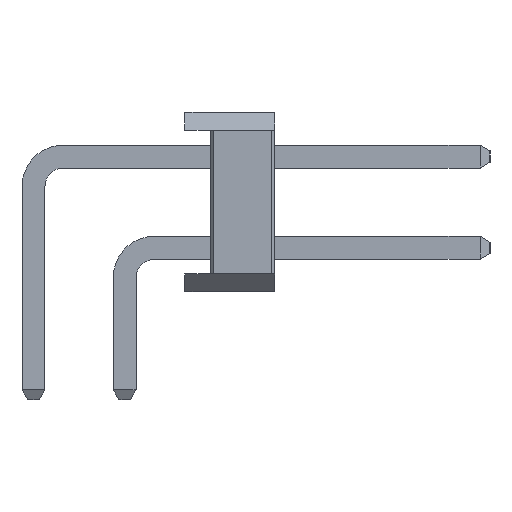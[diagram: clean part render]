
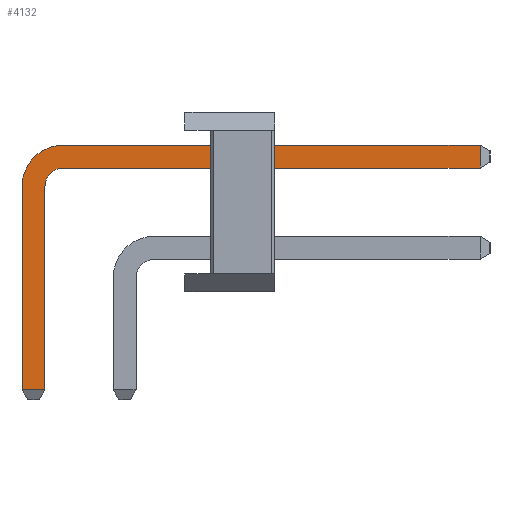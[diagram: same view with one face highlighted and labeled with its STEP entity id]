
A CAD part, left-side view. The second image highlights one B-rep face of the part: STEP entity #4132.
In plain terms, the highlighted planar face has unit normal (-1, 0, 0).
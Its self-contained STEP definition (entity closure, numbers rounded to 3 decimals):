
#4132=ADVANCED_FACE('',(#6964),#6966,.T.);
#6964=FACE_BOUND('',#6965,.T.);
#6965=EDGE_LOOP('',(#8860,#8861,#8862,#8863,#8864,#8865,#8866,#8867));
#6966=PLANE('',#6967);
#6967=AXIS2_PLACEMENT_3D('',#6968,#6969,#6970);
#6968=CARTESIAN_POINT('',(-0.32,2.22,0.));
#6969=DIRECTION('',(-1.,0.,-0.));
#6970=DIRECTION('',(0.,1.,0.));
#8860=ORIENTED_EDGE('',*,*,#9825,.F.);
#8861=ORIENTED_EDGE('',*,*,#9826,.F.);
#8862=ORIENTED_EDGE('',*,*,#9827,.F.);
#8863=ORIENTED_EDGE('',*,*,#9828,.T.);
#8864=ORIENTED_EDGE('',*,*,#9829,.F.);
#8865=ORIENTED_EDGE('',*,*,#9824,.F.);
#8866=ORIENTED_EDGE('',*,*,#9830,.T.);
#8867=ORIENTED_EDGE('',*,*,#9831,.T.);
#9824=EDGE_CURVE('',#11266,#11264,#11268,.T.);
#9825=EDGE_CURVE('',#11269,#11270,#11271,.T.);
#9826=EDGE_CURVE('',#11272,#11269,#11273,.T.);
#9827=EDGE_CURVE('',#11274,#11272,#11275,.T.);
#9828=EDGE_CURVE('',#11274,#11276,#11277,.T.);
#9829=EDGE_CURVE('',#11264,#11276,#11278,.T.);
#9830=EDGE_CURVE('',#11266,#11279,#11280,.T.);
#9831=EDGE_CURVE('',#11279,#11270,#11281,.T.);
#11264=VERTEX_POINT('',#14516);
#11266=VERTEX_POINT('',#14520);
#11268=LINE('',#14524,#14525);
#11269=VERTEX_POINT('',#14527);
#11270=VERTEX_POINT('',#14528);
#11271=LINE('',#14529,#14530);
#11272=VERTEX_POINT('',#14532);
#11273=LINE('',#14533,#14534);
#11274=VERTEX_POINT('',#14536);
#11275=CIRCLE('',#14537,1.152);
#11276=VERTEX_POINT('',#14541);
#11277=LINE('',#14542,#14543);
#11278=LINE('',#14545,#14546);
#11279=VERTEX_POINT('',#14548);
#11280=CIRCLE('',#14549,0.512);
#11281=LINE('',#14553,#14554);
#14516=CARTESIAN_POINT('',(-0.32,2.22,-2.723));
#14520=CARTESIAN_POINT('',(-0.32,2.22,2.938));
#14524=CARTESIAN_POINT('',(-0.32,2.22,2.938));
#14525=VECTOR('',#14526,1.);
#14526=DIRECTION('',(0.,0.,-1.));
#14527=CARTESIAN_POINT('',(-0.32,-9.903,4.09));
#14528=CARTESIAN_POINT('',(-0.32,-9.903,3.45));
#14529=CARTESIAN_POINT('',(-0.32,-9.903,4.09));
#14530=VECTOR('',#14531,1.);
#14531=DIRECTION('',(0.,0.,-1.));
#14532=CARTESIAN_POINT('',(-0.32,1.708,4.09));
#14533=CARTESIAN_POINT('',(-0.32,1.708,4.09));
#14534=VECTOR('',#14535,1.);
#14535=DIRECTION('',(0.,-1.,0.));
#14536=CARTESIAN_POINT('',(-0.32,2.86,2.938));
#14537=AXIS2_PLACEMENT_3D('',#14538,#14539,#14540);
#14538=CARTESIAN_POINT('',(-0.32,1.708,2.938));
#14539=DIRECTION('',(1.,0.,0.));
#14540=DIRECTION('',(0.,1.,0.));
#14541=CARTESIAN_POINT('',(-0.32,2.86,-2.723));
#14542=CARTESIAN_POINT('',(-0.32,2.86,2.938));
#14543=VECTOR('',#14544,1.);
#14544=DIRECTION('',(0.,0.,-1.));
#14545=CARTESIAN_POINT('',(-0.32,2.22,-2.723));
#14546=VECTOR('',#14547,1.);
#14547=DIRECTION('',(0.,1.,0.));
#14548=CARTESIAN_POINT('',(-0.32,1.708,3.45));
#14549=AXIS2_PLACEMENT_3D('',#14550,#14551,#14552);
#14550=CARTESIAN_POINT('',(-0.32,1.708,2.938));
#14551=DIRECTION('',(1.,0.,0.));
#14552=DIRECTION('',(0.,1.,0.));
#14553=CARTESIAN_POINT('',(-0.32,1.708,3.45));
#14554=VECTOR('',#14555,1.);
#14555=DIRECTION('',(0.,-1.,0.));
